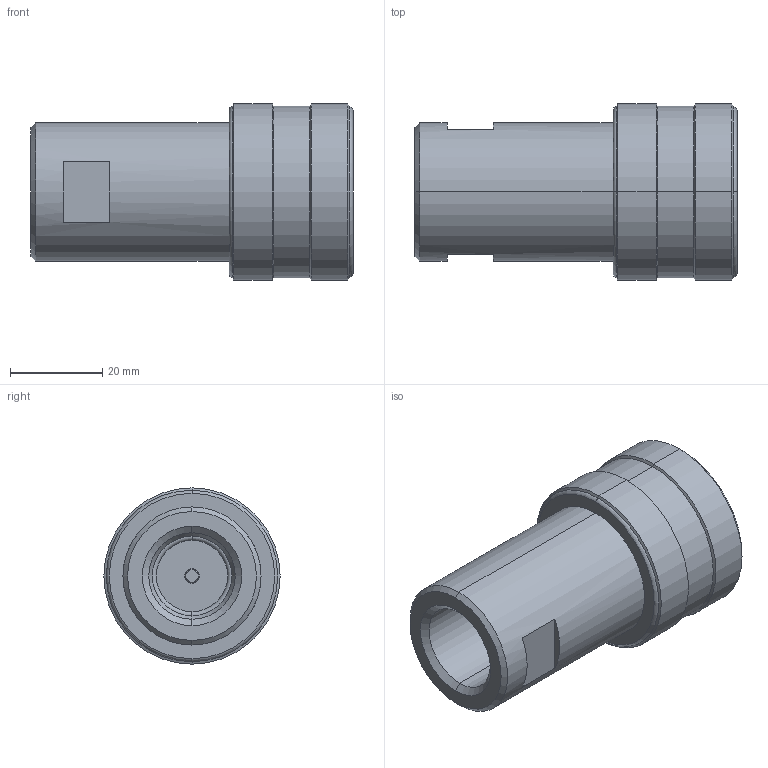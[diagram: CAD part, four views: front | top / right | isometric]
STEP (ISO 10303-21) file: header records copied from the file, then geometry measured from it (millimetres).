
FILE_DESCRIPTION (( 'STEP AP214' ), '1' );
FILE_NAME ('BA13.1103_IC_JV.STEP', '2016-10-11T14:30:02', ( '' ), ( '' ), 'SwSTEP 2.0', 'SolidWorks 2016', '' );
FILE_SCHEMA (( 'AUTOMOTIVE_DESIGN' ));
Length unit declared in the file: millimetre
Products named in the file (1): BA13.1103_IC_JV
Bounding box: 70 x 38.29 x 38.29 mm (x, y, z)
Volume: 45317.9 mm3; surface area: 12742.9 mm2
Topology: 1 solids, 1 shells, 81 faces, 160 edges, 90 vertices
Faces by surface type: cylinder 28, cone 24, plane 15, torus 14
Entity records: 2108 total; most frequent: DIRECTION 424, CARTESIAN_POINT 332, ORIENTED_EDGE 320, AXIS2_PLACEMENT_3D 182, EDGE_CURVE 160, CIRCLE 100, EDGE_LOOP 90, VERTEX_POINT 90
